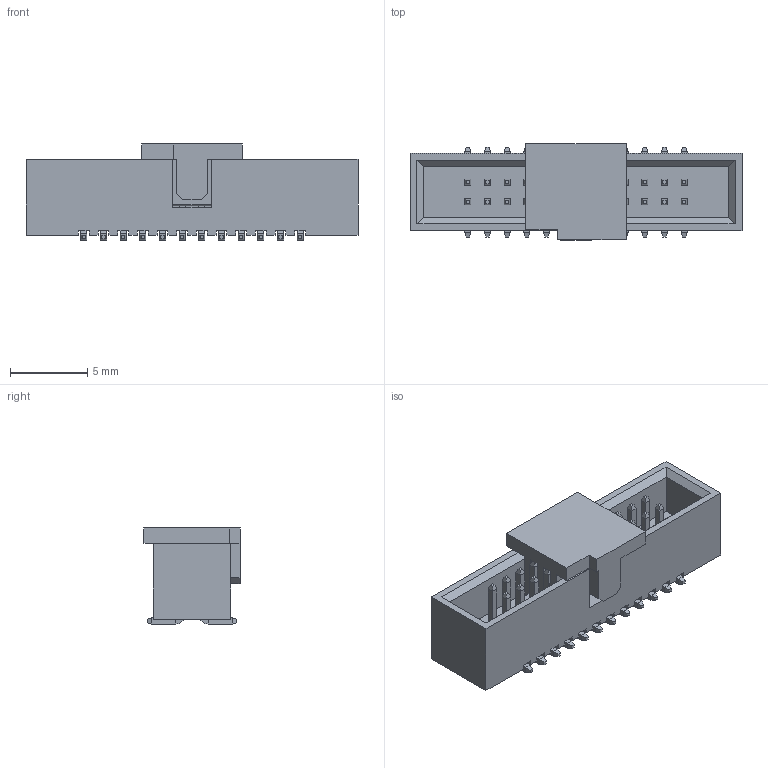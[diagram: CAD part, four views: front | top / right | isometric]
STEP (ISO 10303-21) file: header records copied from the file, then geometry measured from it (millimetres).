
FILE_DESCRIPTION( ('This file contains a STEP AP42 implementation' ,'as created by ZW3D STEP Interface translator.') ,'2;1' );
FILE_NAME( '3130-XXMXXBK00X1.stp' ,'231116. 82635', (''), ('ZWCAD Software Co.'), 'Version 1.0', 'ZW3D to STEP translator', '' );
FILE_SCHEMA(('AUTOMOTIVE_DESIGN { 1 0 10303 214 1 1 1 1 }'));
Length unit declared in the file: millimetre
Products named in the file (1): 0
Bounding box: 21.44 x 6.2 x 6.2 mm (x, y, z)
Volume: 398.4 mm3; surface area: 1081.7 mm2
Topology: 2 solids, 2 shells, 852 faces, 1892 edges, 1068 vertices
Faces by surface type: plane 794, cylinder 58
Entity records: 23434 total; most frequent: CARTESIAN_POINT 4389, ORIENTED_EDGE 3784, DIRECTION 3522, EDGE_CURVE 1892, VECTOR 1584, LINE 1584, VERTEX_POINT 1068, AXIS2_PLACEMENT_3D 969
